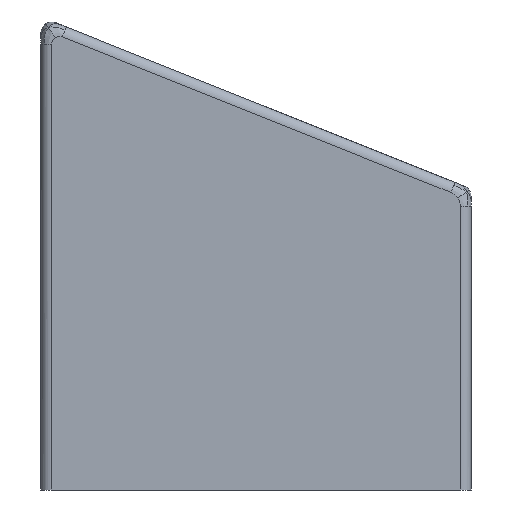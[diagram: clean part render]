
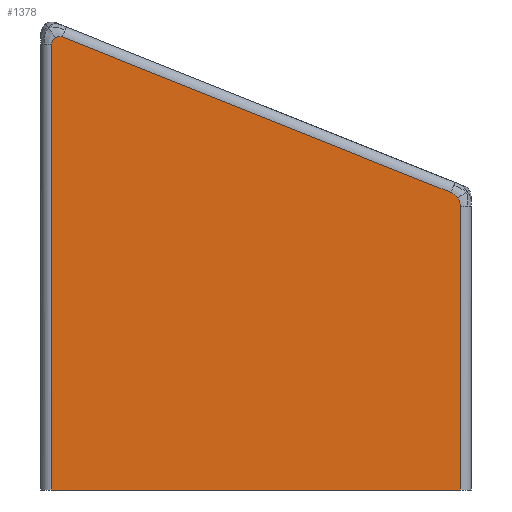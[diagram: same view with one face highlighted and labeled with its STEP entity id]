
A CAD part, left-side view. The second image highlights one B-rep face of the part: STEP entity #1378.
In plain terms, the highlighted planar face has unit normal (-1, 0, 0).
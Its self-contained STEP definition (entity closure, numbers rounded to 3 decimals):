
#111=LINE('',#3286,#199);
#113=LINE('',#3289,#201);
#129=LINE('',#3375,#217);
#130=LINE('',#3377,#218);
#199=VECTOR('',#1790,10.);
#201=VECTOR('',#1794,10.);
#217=VECTOR('',#1856,10.);
#218=VECTOR('',#1859,10.);
#252=PLANE('',#1532);
#324=FACE_OUTER_BOUND('',#396,.T.);
#396=EDGE_LOOP('',(#1175,#1176,#1177,#1178,#1179,#1180,#1181,#1182));
#433=CIRCLE('',#1429,1.789);
#439=CIRCLE('',#1435,3.437);
#442=CIRCLE('',#1438,3.437);
#462=CIRCLE('',#1505,1.789);
#535=VERTEX_POINT('',#2465);
#536=VERTEX_POINT('',#2472);
#543=VERTEX_POINT('',#2611);
#544=VERTEX_POINT('',#2618);
#546=VERTEX_POINT('',#2664);
#637=VERTEX_POINT('',#3279);
#639=VERTEX_POINT('',#3284);
#649=VERTEX_POINT('',#3371);
#689=EDGE_CURVE('',#535,#536,#433,.T.);
#699=EDGE_CURVE('',#543,#544,#439,.T.);
#703=EDGE_CURVE('',#546,#543,#442,.T.);
#813=EDGE_CURVE('',#637,#535,#462,.T.);
#815=EDGE_CURVE('',#639,#637,#111,.T.);
#817=EDGE_CURVE('',#536,#546,#113,.T.);
#850=EDGE_CURVE('',#544,#649,#129,.T.);
#851=EDGE_CURVE('',#649,#639,#130,.T.);
#1175=ORIENTED_EDGE('',*,*,#850,.F.);
#1176=ORIENTED_EDGE('',*,*,#699,.F.);
#1177=ORIENTED_EDGE('',*,*,#703,.F.);
#1178=ORIENTED_EDGE('',*,*,#817,.F.);
#1179=ORIENTED_EDGE('',*,*,#689,.F.);
#1180=ORIENTED_EDGE('',*,*,#813,.F.);
#1181=ORIENTED_EDGE('',*,*,#815,.F.);
#1182=ORIENTED_EDGE('',*,*,#851,.F.);
#1378=ADVANCED_FACE('',(#324),#252,.T.);
#1429=AXIS2_PLACEMENT_3D('',#2473,#1585,#1586);
#1435=AXIS2_PLACEMENT_3D('',#2619,#1597,#1598);
#1438=AXIS2_PLACEMENT_3D('',#2666,#1603,#1604);
#1505=AXIS2_PLACEMENT_3D('',#3281,#1784,#1785);
#1532=AXIS2_PLACEMENT_3D('',#3376,#1857,#1858);
#1585=DIRECTION('center_axis',(1.,0.,0.));
#1586=DIRECTION('ref_axis',(0.,0.561,0.828));
#1597=DIRECTION('center_axis',(1.,0.,0.));
#1598=DIRECTION('ref_axis',(0.,-0.828,0.561));
#1603=DIRECTION('center_axis',(1.,0.,0.));
#1604=DIRECTION('ref_axis',(0.,-0.828,0.561));
#1784=DIRECTION('center_axis',(1.,0.,0.));
#1785=DIRECTION('ref_axis',(0.,0.561,0.828));
#1790=DIRECTION('',(0.,0.,1.));
#1794=DIRECTION('',(0.,-0.928,-0.371));
#1856=DIRECTION('',(0.,0.,-1.));
#1857=DIRECTION('center_axis',(-1.,0.,0.));
#1858=DIRECTION('ref_axis',(0.,-1.,0.));
#1859=DIRECTION('',(0.,1.,0.));
#2465=CARTESIAN_POINT('',(-92.5,46.714,105.147));
#2472=CARTESIAN_POINT('',(-92.5,45.047,105.326));
#2473=CARTESIAN_POINT('Origin',(-92.5,45.711,103.665));
#2611=CARTESIAN_POINT('',(-92.5,-46.909,67.907));
#2618=CARTESIAN_POINT('',(-92.5,-47.5,65.98));
#2619=CARTESIAN_POINT('Origin',(-92.5,-44.063,65.98));
#2664=CARTESIAN_POINT('',(-92.5,-45.339,69.172));
#2666=CARTESIAN_POINT('Origin',(-92.5,-44.063,65.98));
#3279=CARTESIAN_POINT('',(-92.5,47.5,103.665));
#3281=CARTESIAN_POINT('Origin',(-92.5,45.711,103.665));
#3284=CARTESIAN_POINT('',(-92.5,47.5,0.));
#3286=CARTESIAN_POINT('',(-92.5,47.5,0.));
#3289=CARTESIAN_POINT('',(-92.5,31.963,100.093));
#3371=CARTESIAN_POINT('',(-92.5,-47.5,0.));
#3375=CARTESIAN_POINT('',(-92.5,-47.5,0.));
#3376=CARTESIAN_POINT('Origin',(-92.5,50.,0.));
#3377=CARTESIAN_POINT('',(-92.5,-50.,0.));
